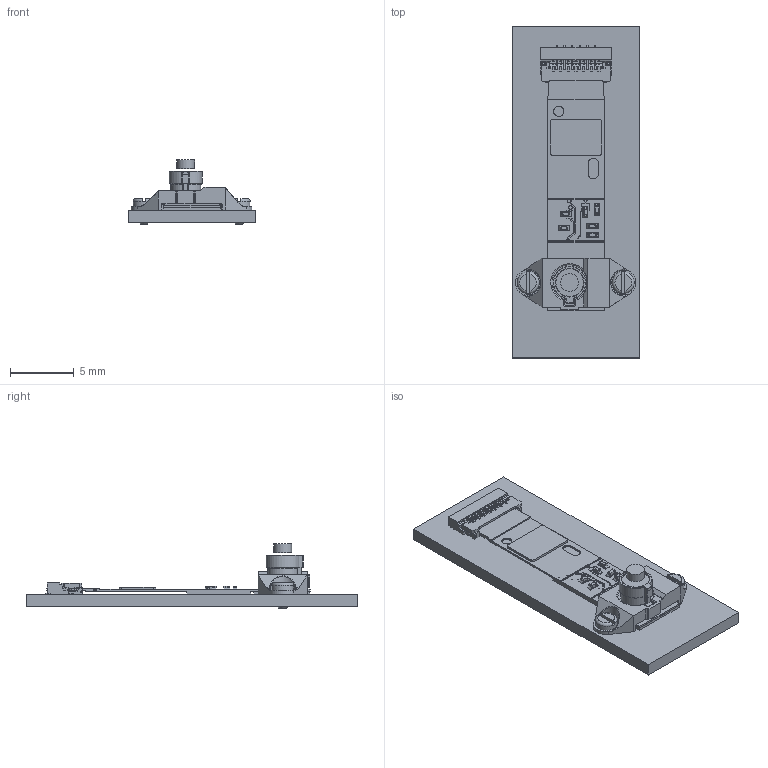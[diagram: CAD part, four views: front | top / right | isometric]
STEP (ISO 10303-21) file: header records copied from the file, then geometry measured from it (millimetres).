
FILE_DESCRIPTION(/* description */ (''),/* implementation_level */ '2;1');
FILE_NAME(/* name */ 'Simplified_TM5 3D+O1 v2.step',/* time_stamp */ '2024-04-19T14:07:22+02:00',/* author */ (''),/* organization */ (''),/* preprocessor_version */ 'ST-DEVELOPER v20',/* originating_system */ 'Autodesk Translation Framework v12.20.1.177',/* authorisation */ '');
FILE_SCHEMA (('AUTOMOTIVE_DESIGN { 1 0 10303 214 3 1 1 }'));
Products named in the file (8): Simplified_TM5 3D+O1; BMV080_simplified; Molex_5035661302; Silicone-Pad_0.3mm; PCB; O1_glass_Dmin-1.4mm_T0.3-0.8mm; 044_TM5_Cage_3D-Druck; 045_Schraube_M0.8x1.4_Edelstahl
Assembly tree (8 placements, depth 2):
  Simplified_TM5 3D+O1
    BMV080_simplified
    Molex_5035661302
    Silicone-Pad_0.3mm
    PCB
    O1_glass_Dmin-1.4mm_T0.3-0.8mm
    044_TM5_Cage_3D-Druck
    045_Schraube_M0.8x1.4_Edelstahl  x2
Bounding box: 10 x 26 x 5.04 mm (x, y, z)
Volume: 330.9 mm3; surface area: 1137.1 mm2
Topology: 8 solids, 29 shells, 2636 faces, 7020 edges, 4528 vertices
Faces by surface type: plane 2008, cylinder 472, sphere 58, torus 48, bspline 45, cone 5
Full cylindrical faces by diameter (mm): 0.1 x20, 0.101 x1, 0.102 x1, 0.785 x2, 0.802 x2, 0.803 x1, 1 x2, 1.4 x1, 1.7 x2, 1.832 x1, 2.16 x1, 2.26 x1
Entity records: 83490 total; most frequent: CARTESIAN_POINT 16908, ORIENTED_EDGE 13984, DIRECTION 13091, EDGE_CURVE 6992, LINE 5845, VECTOR 5845, VERTEX_POINT 4511, AXIS2_PLACEMENT_3D 3623
